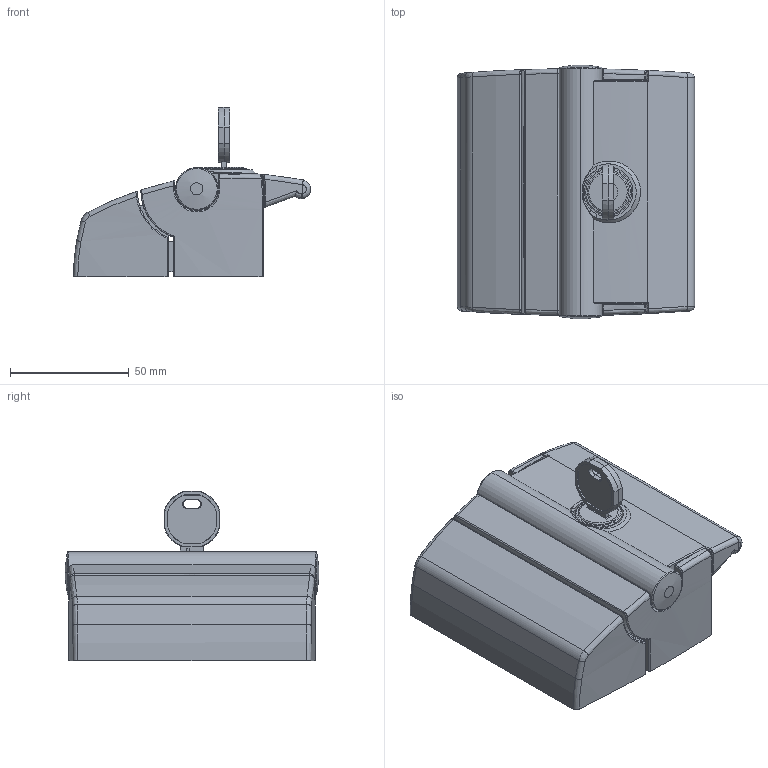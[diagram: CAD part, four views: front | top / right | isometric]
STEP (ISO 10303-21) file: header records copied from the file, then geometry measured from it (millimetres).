
FILE_DESCRIPTION (( 'STEP AP214' ), '1' );
FILE_NAME ('7330022', '2019-02-01T14:36:50', ( '' ), ('JUGARD+KÜNSTNER GmbH'), 'SwSTEP 2.0', 'SolidWorks 2017', '' );
FILE_SCHEMA (( 'AUTOMOTIVE_DESIGN' ));
Length unit declared in the file: millimetre
Products named in the file (6): Kopie von Riegel_4^7330022; Kopie von Schl_X2_00FC_X0_ssel_3^7330022; Kopie von Wippe_4^7330022; Kopie von Korpus_4^7330022; 7330022_CNAJF00; Kopie von Falle_4^7330022
Assembly tree (5 placements, depth 2):
  7330022_CNAJF00
    Kopie von Korpus_4^7330022
    Kopie von Falle_4^7330022
    Kopie von Wippe_4^7330022
    Kopie von Riegel_4^7330022
    Kopie von Schl_X2_00FC_X0_ssel_3^7330022
Bounding box: 100 x 106.85 x 71.33 mm (x, y, z)
Volume: 227425.2 mm3; surface area: 80065.9 mm2
Topology: 5 solids, 5 shells, 424 faces, 1137 edges, 729 vertices
Faces by surface type: plane 181, bspline 113, cylinder 109, cone 21
Entity records: 21659 total; most frequent: CARTESIAN_POINT 10960, ORIENTED_EDGE 2270, DIRECTION 1727, EDGE_CURVE 1135, VERTEX_POINT 729, LINE 595, VECTOR 595, AXIS2_PLACEMENT_3D 566
